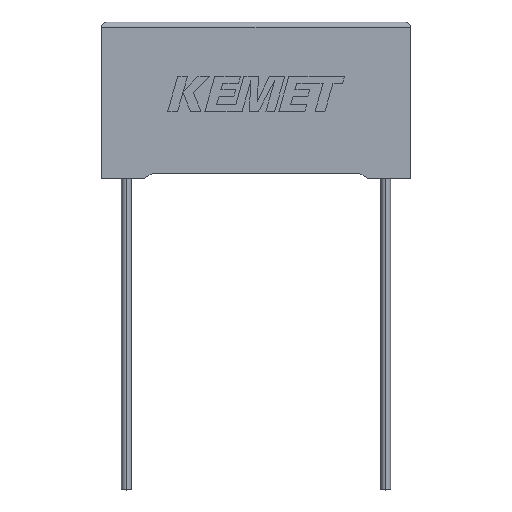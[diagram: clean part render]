
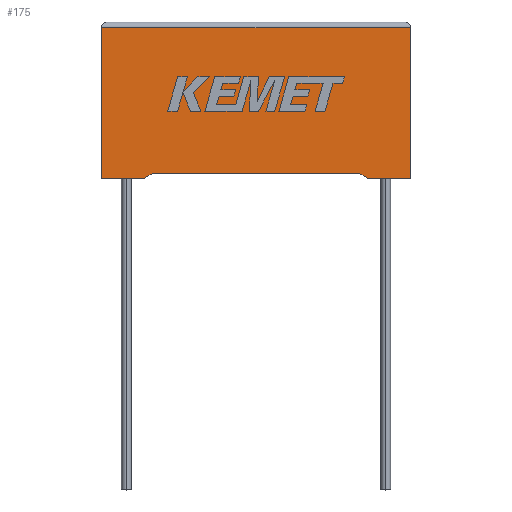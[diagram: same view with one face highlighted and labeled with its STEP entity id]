
A CAD part, top view. The second image highlights one B-rep face of the part: STEP entity #175.
In plain terms, the highlighted planar face has unit normal (0, 0, 1).
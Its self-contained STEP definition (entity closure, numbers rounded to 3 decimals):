
#63 = CARTESIAN_POINT ( 'NONE',  ( 0., 0., 6.7 ) ) ;
#103 = LINE ( 'NONE', #584, #2686 ) ;
#114 = DIRECTION ( 'NONE',  ( -1., 0., 0. ) ) ;
#123 = VECTOR ( 'NONE', #2445, 1000. ) ;
#175 = ADVANCED_FACE ( 'NONE', ( #1111 ), #695, .F. ) ;
#223 = CARTESIAN_POINT ( 'NONE',  ( 0., 0., 6.7 ) ) ;
#243 = VERTEX_POINT ( 'NONE', #223 ) ;
#344 = CARTESIAN_POINT ( 'NONE',  ( 13.4, 0.469, 6.7 ) ) ;
#346 = DIRECTION ( 'NONE',  ( 1., 0., 0. ) ) ;
#371 = ORIENTED_EDGE ( 'NONE', *, *, #2780, .T. ) ;
#448 = ORIENTED_EDGE ( 'NONE', *, *, #1137, .T. ) ;
#513 = VECTOR ( 'NONE', #2322, 1000. ) ;
#542 = EDGE_LOOP ( 'NONE', ( #1946, #371, #2506, #3010, #1313, #2141, #448, #1823 ) ) ;
#584 = CARTESIAN_POINT ( 'NONE',  ( 0., 0., 6.7 ) ) ;
#597 = CARTESIAN_POINT ( 'NONE',  ( 22.406, 0.469, 6.7 ) ) ;
#602 = VECTOR ( 'NONE', #2709, 1000. ) ;
#695 = PLANE ( 'NONE',  #1109 ) ;
#737 = LINE ( 'NONE', #2165, #1497 ) ;
#821 = CARTESIAN_POINT ( 'NONE',  ( 3.65, 0., 6.7 ) ) ;
#839 = EDGE_CURVE ( 'NONE', #1733, #3031, #1511, .T. ) ;
#858 = VECTOR ( 'NONE', #114, 1000. ) ;
#907 = LINE ( 'NONE', #3034, #513 ) ;
#984 = VECTOR ( 'NONE', #2855, 1000. ) ;
#1003 = CARTESIAN_POINT ( 'NONE',  ( 23.15, 0., 6.7 ) ) ;
#1109 = AXIS2_PLACEMENT_3D ( 'NONE', #2074, #1873, #3024 ) ;
#1111 = FACE_OUTER_BOUND ( 'NONE', #542, .T. ) ;
#1137 = EDGE_CURVE ( 'NONE', #1733, #2810, #1249, .T. ) ;
#1139 = CARTESIAN_POINT ( 'NONE',  ( 23.15, 0., 6.7 ) ) ;
#1203 = LINE ( 'NONE', #63, #123 ) ;
#1249 = LINE ( 'NONE', #1003, #602 ) ;
#1297 = EDGE_CURVE ( 'NONE', #1673, #1791, #1298, .T. ) ;
#1298 = LINE ( 'NONE', #1573, #2483 ) ;
#1313 = ORIENTED_EDGE ( 'NONE', *, *, #2072, .F. ) ;
#1429 = LINE ( 'NONE', #1909, #984 ) ;
#1497 = VECTOR ( 'NONE', #1735, 1000. ) ;
#1511 = LINE ( 'NONE', #344, #858 ) ;
#1533 = CARTESIAN_POINT ( 'NONE',  ( 4.394, 0.469, 6.7 ) ) ;
#1573 = CARTESIAN_POINT ( 'NONE',  ( 26.8, 0., 6.7 ) ) ;
#1673 = VERTEX_POINT ( 'NONE', #2604 ) ;
#1718 = EDGE_CURVE ( 'NONE', #2810, #1673, #103, .T. ) ;
#1733 = VERTEX_POINT ( 'NONE', #597 ) ;
#1735 = DIRECTION ( 'NONE',  ( 0., -1., 0. ) ) ;
#1791 = VERTEX_POINT ( 'NONE', #2703 ) ;
#1823 = ORIENTED_EDGE ( 'NONE', *, *, #1718, .T. ) ;
#1873 = DIRECTION ( 'NONE',  ( 0., 0., -1. ) ) ;
#1903 = CARTESIAN_POINT ( 'NONE',  ( 0., 13.1, 6.7 ) ) ;
#1909 = CARTESIAN_POINT ( 'NONE',  ( 3.65, 0., 6.7 ) ) ;
#1946 = ORIENTED_EDGE ( 'NONE', *, *, #1297, .T. ) ;
#2072 = EDGE_CURVE ( 'NONE', #3031, #2452, #1429, .T. ) ;
#2074 = CARTESIAN_POINT ( 'NONE',  ( 0., 0., 6.7 ) ) ;
#2141 = ORIENTED_EDGE ( 'NONE', *, *, #839, .F. ) ;
#2165 = CARTESIAN_POINT ( 'NONE',  ( 0., 0., 6.7 ) ) ;
#2251 = DIRECTION ( 'NONE',  ( 0., 1., 0. ) ) ;
#2322 = DIRECTION ( 'NONE',  ( -1., 0., 0. ) ) ;
#2445 = DIRECTION ( 'NONE',  ( 1., 0., 0. ) ) ;
#2452 = VERTEX_POINT ( 'NONE', #821 ) ;
#2483 = VECTOR ( 'NONE', #2251, 1000. ) ;
#2506 = ORIENTED_EDGE ( 'NONE', *, *, #2893, .T. ) ;
#2604 = CARTESIAN_POINT ( 'NONE',  ( 26.8, 0., 6.7 ) ) ;
#2613 = EDGE_CURVE ( 'NONE', #243, #2452, #1203, .T. ) ;
#2686 = VECTOR ( 'NONE', #346, 1000. ) ;
#2703 = CARTESIAN_POINT ( 'NONE',  ( 26.8, 13.1, 6.7 ) ) ;
#2709 = DIRECTION ( 'NONE',  ( 0.846, -0.533, 0. ) ) ;
#2780 = EDGE_CURVE ( 'NONE', #1791, #2917, #907, .T. ) ;
#2810 = VERTEX_POINT ( 'NONE', #1139 ) ;
#2855 = DIRECTION ( 'NONE',  ( -0.846, -0.533, 0. ) ) ;
#2893 = EDGE_CURVE ( 'NONE', #2917, #243, #737, .T. ) ;
#2917 = VERTEX_POINT ( 'NONE', #1903 ) ;
#3010 = ORIENTED_EDGE ( 'NONE', *, *, #2613, .T. ) ;
#3024 = DIRECTION ( 'NONE',  ( -1., 0., 0. ) ) ;
#3031 = VERTEX_POINT ( 'NONE', #1533 ) ;
#3034 = CARTESIAN_POINT ( 'NONE',  ( 0., 13.1, 6.7 ) ) ;
